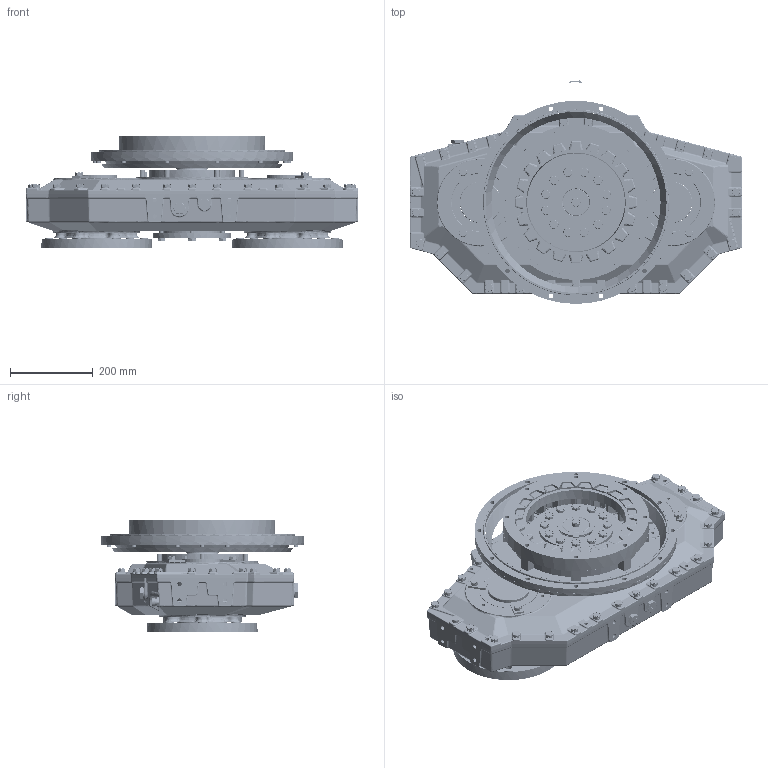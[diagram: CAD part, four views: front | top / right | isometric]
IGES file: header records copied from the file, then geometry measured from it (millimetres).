
Start section: SolidWorks IGES file using analytic representation for surfaces
Global section: file name: 1029019R.igs; native system: SolidWorks 2019; preprocessor: SolidWorks 2019; author: SMTservice; date: 200522.091103; units: millimetre
Bounding box: 800 x 539.04 x 272 mm (x, y, z)
Surface area: 3643765.1 mm2 (no closed solid volume)
Topology: 0 solids, 0 shells, 8597 faces, 120750 edges, 119225 vertices
Faces by surface type: bspline 5503, revolution 3094
